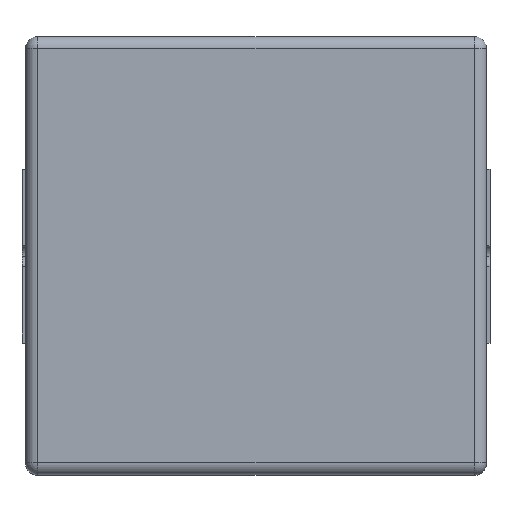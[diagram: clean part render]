
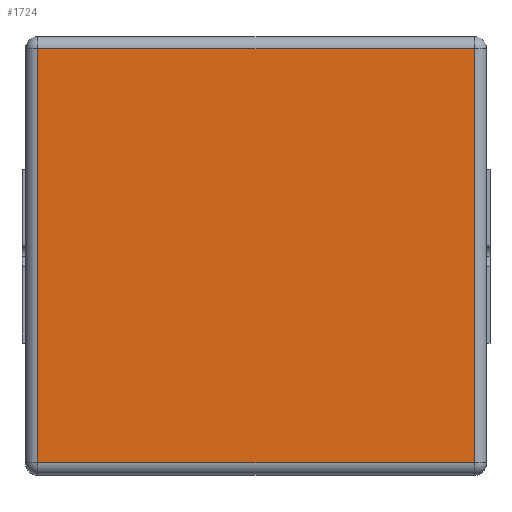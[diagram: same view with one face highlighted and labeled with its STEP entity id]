
A CAD part, top view. The second image highlights one B-rep face of the part: STEP entity #1724.
In plain terms, the highlighted planar face has unit normal (0, 0, 1).
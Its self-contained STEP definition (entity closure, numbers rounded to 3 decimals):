
#643 = CARTESIAN_POINT ( 'NONE',  ( 0., 0., 5.81 ) ) ;
#910 = PLANE ( 'NONE',  #8908 ) ;
#1204 = EDGE_CURVE ( 'NONE', #3636, #8951, #11998, .T. ) ;
#1724 = ADVANCED_FACE ( 'NONE', ( #4896 ), #910, .T. ) ;
#1808 = ORIENTED_EDGE ( 'NONE', *, *, #1204, .T. ) ;
#2441 = EDGE_CURVE ( 'NONE', #8951, #9432, #9315, .T. ) ;
#2714 = DIRECTION ( 'NONE',  ( 1., 0., 0. ) ) ;
#3516 = CARTESIAN_POINT ( 'NONE',  ( 6.625, -5.95, 5.81 ) ) ;
#3636 = VERTEX_POINT ( 'NONE', #4048 ) ;
#3990 = ORIENTED_EDGE ( 'NONE', *, *, #2441, .T. ) ;
#4048 = CARTESIAN_POINT ( 'NONE',  ( 6.275, -5.95, 5.81 ) ) ;
#4093 = DIRECTION ( 'NONE',  ( 0., -1., 0. ) ) ;
#4450 = VECTOR ( 'NONE', #9011, 1000. ) ;
#4896 = FACE_OUTER_BOUND ( 'NONE', #7156, .T. ) ;
#5370 = ORIENTED_EDGE ( 'NONE', *, *, #7217, .T. ) ;
#5424 = VECTOR ( 'NONE', #4093, 1000. ) ;
#6012 = VECTOR ( 'NONE', #6392, 1000. ) ;
#6392 = DIRECTION ( 'NONE',  ( -1., 0., 0. ) ) ;
#7156 = EDGE_LOOP ( 'NONE', ( #5370, #7215, #1808, #3990 ) ) ;
#7215 = ORIENTED_EDGE ( 'NONE', *, *, #12026, .T. ) ;
#7217 = EDGE_CURVE ( 'NONE', #9432, #9539, #9254, .T. ) ;
#7256 = CARTESIAN_POINT ( 'NONE',  ( -6.275, -5.95, 5.81 ) ) ;
#7387 = CARTESIAN_POINT ( 'NONE',  ( -6.625, 5.95, 5.81 ) ) ;
#7741 = DIRECTION ( 'NONE',  ( 0., 0., 1. ) ) ;
#8908 = AXIS2_PLACEMENT_3D ( 'NONE', #643, #7741, #2714 ) ;
#8951 = VERTEX_POINT ( 'NONE', #9476 ) ;
#9011 = DIRECTION ( 'NONE',  ( 0., 1., 0. ) ) ;
#9254 = LINE ( 'NONE', #10313, #5424 ) ;
#9315 = LINE ( 'NONE', #7387, #6012 ) ;
#9432 = VERTEX_POINT ( 'NONE', #9981 ) ;
#9476 = CARTESIAN_POINT ( 'NONE',  ( 6.275, 5.95, 5.81 ) ) ;
#9539 = VERTEX_POINT ( 'NONE', #7256 ) ;
#9981 = CARTESIAN_POINT ( 'NONE',  ( -6.275, 5.95, 5.81 ) ) ;
#10313 = CARTESIAN_POINT ( 'NONE',  ( -6.275, -6.3, 5.81 ) ) ;
#11141 = CARTESIAN_POINT ( 'NONE',  ( 6.275, 6.3, 5.81 ) ) ;
#11483 = VECTOR ( 'NONE', #11595, 1000. ) ;
#11595 = DIRECTION ( 'NONE',  ( 1., 0., 0. ) ) ;
#11998 = LINE ( 'NONE', #11141, #4450 ) ;
#12026 = EDGE_CURVE ( 'NONE', #9539, #3636, #12596, .T. ) ;
#12596 = LINE ( 'NONE', #3516, #11483 ) ;
